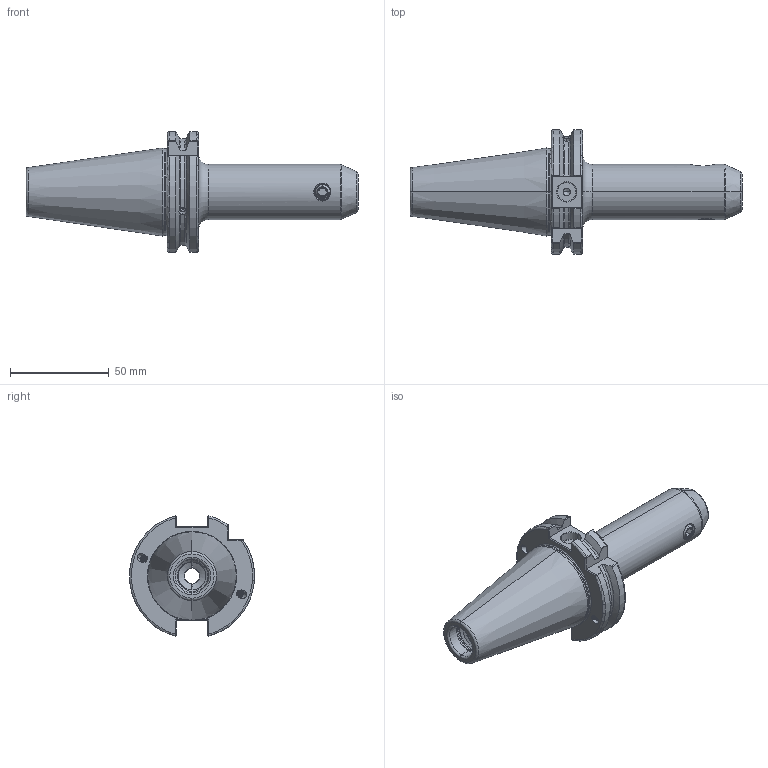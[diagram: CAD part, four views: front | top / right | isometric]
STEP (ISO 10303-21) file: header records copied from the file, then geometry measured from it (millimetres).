
FILE_DESCRIPTION (( 'STEP AP203' ), '1' );
FILE_NAME ('403.04.08.1.K.STEP', '2016-11-25T08:10:04', ( '' ), ( '' ), 'SwSTEP 2.0', 'SolidWorks 2012', '' );
FILE_SCHEMA (( 'CONFIG_CONTROL_DESIGN' ));
Length unit declared in the file: millimetre
Products named in the file (4): 側固8_M8x1.25_10L; 2-02511002U1_d7.8x1.9(側固出水8); 403.04.08.1.K
Assembly tree (3 placements, depth 2):
  403.04.08.1.K
    403.04.08.1.K
    2-02511002U1_d7.8x1.9(側固出水8)
    側固8_M8x1.25_10L
Bounding box: 168.4 x 63.33 x 61.24 mm (x, y, z)
Volume: 137418.7 mm3; surface area: 33118.1 mm2
Topology: 3 solids, 3 shells, 353 faces, 975 edges, 614 vertices
Faces by surface type: cylinder 148, plane 71, torus 48, cone 46, bspline 38, sphere 2
Entity records: 25825 total; most frequent: CARTESIAN_POINT 17598, ORIENTED_EDGE 1918, DIRECTION 1328, EDGE_CURVE 959, VERTEX_POINT 614, AXIS2_PLACEMENT_3D 521, EDGE_LOOP 369, ADVANCED_FACE 353
